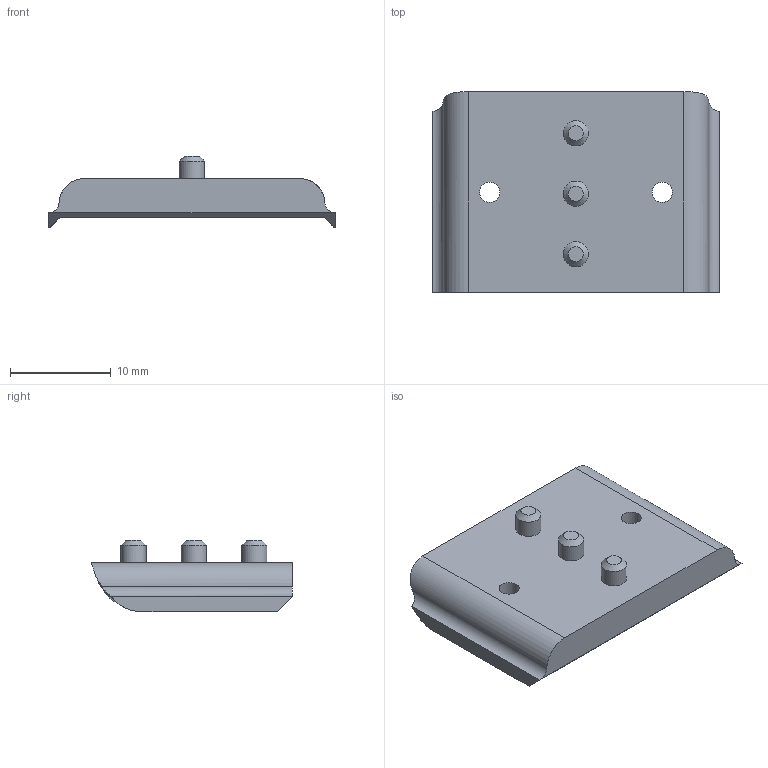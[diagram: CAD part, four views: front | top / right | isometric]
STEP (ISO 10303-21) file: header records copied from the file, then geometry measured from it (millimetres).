
FILE_DESCRIPTION(('HOOPS Exchange Step'),'2;1');
FILE_NAME('temp_export','2025-06-26T00:46:04-04:00',('bobwulff'),('Shapr3D Limited'),'HOOPS Exchange 2024.8','Shapr3D','Authorized');
FILE_SCHEMA( ('AP242_MANAGED_MODEL_BASED_3D_ENGINEERING_MIM_LF {1 0 10303 442 1 1 4}') );
Length unit declared in the file: millimetre
Products named in the file (2): backhinge; root
Assembly tree (1 placements, depth 2):
  root
    backhinge
Bounding box: 28.4 x 19.92 x 7.11 mm (x, y, z)
Volume: 1924.5 mm3; surface area: 1497.9 mm2
Topology: 1 solids, 1 shells, 30 faces, 77 edges, 52 vertices
Faces by surface type: plane 13, cylinder 11, cone 5, bspline 1
Full cylindrical faces by diameter (mm): 2 x2, 2.5 x3, 3.75 x2
Entity records: 1344 total; most frequent: CARTESIAN_POINT 530, DIRECTION 166, ORIENTED_EDGE 154, EDGE_CURVE 77, AXIS2_PLACEMENT_3D 65, VERTEX_POINT 52, EDGE_LOOP 37, FACE_BOUND 37
